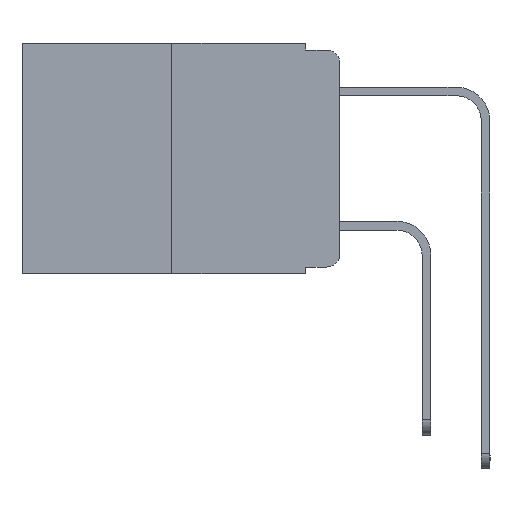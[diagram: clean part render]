
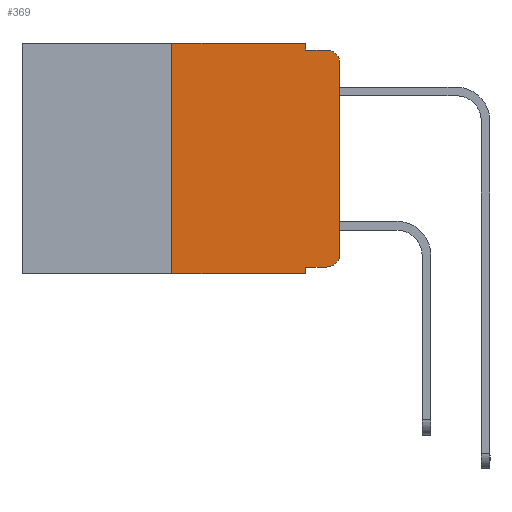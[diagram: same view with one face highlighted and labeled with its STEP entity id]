
A CAD part, left-side view. The second image highlights one B-rep face of the part: STEP entity #369.
In plain terms, the highlighted planar face has unit normal (-1, 0, 0).
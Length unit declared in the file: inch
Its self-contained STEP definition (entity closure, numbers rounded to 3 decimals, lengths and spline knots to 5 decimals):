
#188 = AXIS2_PLACEMENT_3D ( 'NONE', #12371, #5482, #8840 ) ;
#216 = EDGE_CURVE ( 'NONE', #3009, #13146, #12890, .T. ) ;
#339 = CARTESIAN_POINT ( 'NONE',  ( 0., 0.051, -0.01 ) ) ;
#369 = ADVANCED_FACE ( 'NONE', ( #1081 ), #9904, .F. ) ;
#378 = VECTOR ( 'NONE', #1078, 39.37008 ) ;
#388 = ORIENTED_EDGE ( 'NONE', *, *, #12084, .T. ) ;
#546 = CARTESIAN_POINT ( 'NONE',  ( 0., 0.051, 0. ) ) ;
#656 = AXIS2_PLACEMENT_3D ( 'NONE', #5609, #2359, #8833 ) ;
#733 = CARTESIAN_POINT ( 'NONE',  ( 0., 0.25, 0. ) ) ;
#963 = VECTOR ( 'NONE', #12520, 39.37008 ) ;
#1078 = DIRECTION ( 'NONE',  ( 0., 0., -1. ) ) ;
#1081 = FACE_OUTER_BOUND ( 'NONE', #9212, .T. ) ;
#1313 = ORIENTED_EDGE ( 'NONE', *, *, #9713, .F. ) ;
#1491 = VERTEX_POINT ( 'NONE', #339 ) ;
#2012 = CARTESIAN_POINT ( 'NONE',  ( 0., 0.051, 0. ) ) ;
#2014 = DIRECTION ( 'NONE',  ( 0., -1., 0. ) ) ;
#2359 = DIRECTION ( 'NONE',  ( 1., 0., 0. ) ) ;
#2471 = VECTOR ( 'NONE', #12193, 39.37008 ) ;
#2680 = VERTEX_POINT ( 'NONE', #12840 ) ;
#2732 = CARTESIAN_POINT ( 'NONE',  ( 0., 0.051, -0.333 ) ) ;
#2889 = LINE ( 'NONE', #733, #12505 ) ;
#2916 = DIRECTION ( 'NONE',  ( 0., 0., -1. ) ) ;
#2958 = CARTESIAN_POINT ( 'NONE',  ( 0., 0.473, 0. ) ) ;
#2967 = DIRECTION ( 'NONE',  ( 0., 0., 1. ) ) ;
#3008 = CARTESIAN_POINT ( 'NONE',  ( 0., 0., -0.313 ) ) ;
#3009 = VERTEX_POINT ( 'NONE', #6916 ) ;
#3157 = EDGE_CURVE ( 'NONE', #2680, #12753, #6823, .T. ) ;
#3314 = CIRCLE ( 'NONE', #188, 0.02 ) ;
#3379 = CARTESIAN_POINT ( 'NONE',  ( 0., 0.051, -0.343 ) ) ;
#4122 = ORIENTED_EDGE ( 'NONE', *, *, #6822, .F. ) ;
#4392 = LINE ( 'NONE', #2012, #378 ) ;
#4773 = VECTOR ( 'NONE', #2916, 39.37008 ) ;
#4845 = EDGE_CURVE ( 'NONE', #13116, #11630, #3314, .T. ) ;
#4866 = LINE ( 'NONE', #546, #4773 ) ;
#4952 = ORIENTED_EDGE ( 'NONE', *, *, #3157, .T. ) ;
#5394 = ORIENTED_EDGE ( 'NONE', *, *, #216, .F. ) ;
#5482 = DIRECTION ( 'NONE',  ( -1., 0., 0. ) ) ;
#5609 = CARTESIAN_POINT ( 'NONE',  ( 0., 0.473, 0. ) ) ;
#5693 = CARTESIAN_POINT ( 'NONE',  ( 0., 0.02, -0.333 ) ) ;
#5726 = CARTESIAN_POINT ( 'NONE',  ( 0., 0.051, 0. ) ) ;
#6015 = CIRCLE ( 'NONE', #9962, 0.02 ) ;
#6793 = VECTOR ( 'NONE', #7064, 39.37008 ) ;
#6822 = EDGE_CURVE ( 'NONE', #1491, #11630, #10386, .T. ) ;
#6823 = LINE ( 'NONE', #11252, #2471 ) ;
#6916 = CARTESIAN_POINT ( 'NONE',  ( 0., 0.25, 0. ) ) ;
#7064 = DIRECTION ( 'NONE',  ( 0., -1., 0. ) ) ;
#7924 = DIRECTION ( 'NONE',  ( 0., 0., -1. ) ) ;
#7993 = EDGE_CURVE ( 'NONE', #8757, #13803, #12863, .T. ) ;
#8078 = VECTOR ( 'NONE', #2014, 39.37008 ) ;
#8121 = LINE ( 'NONE', #10567, #963 ) ;
#8232 = CARTESIAN_POINT ( 'NONE',  ( 0., 0.051, -0.01 ) ) ;
#8757 = VERTEX_POINT ( 'NONE', #2732 ) ;
#8833 = DIRECTION ( 'NONE',  ( 0., 0., -1. ) ) ;
#8839 = EDGE_CURVE ( 'NONE', #13146, #1491, #4392, .T. ) ;
#8840 = DIRECTION ( 'NONE',  ( 0., 0., -1. ) ) ;
#9212 = EDGE_LOOP ( 'NONE', ( #388, #13680, #4122, #10372, #5394, #14039, #4952, #1313, #13406, #12209 ) ) ;
#9713 = EDGE_CURVE ( 'NONE', #8757, #12753, #4866, .T. ) ;
#9816 = DIRECTION ( 'NONE',  ( 0., -1., 0. ) ) ;
#9904 = PLANE ( 'NONE',  #656 ) ;
#9962 = AXIS2_PLACEMENT_3D ( 'NONE', #12639, #13505, #7924 ) ;
#10372 = ORIENTED_EDGE ( 'NONE', *, *, #8839, .F. ) ;
#10386 = LINE ( 'NONE', #8232, #6793 ) ;
#10567 = CARTESIAN_POINT ( 'NONE',  ( 0., 0., 0. ) ) ;
#11252 = CARTESIAN_POINT ( 'NONE',  ( 0., 0.473, -0.343 ) ) ;
#11630 = VERTEX_POINT ( 'NONE', #14307 ) ;
#11900 = VERTEX_POINT ( 'NONE', #3008 ) ;
#11989 = EDGE_CURVE ( 'NONE', #13803, #11900, #6015, .T. ) ;
#12084 = EDGE_CURVE ( 'NONE', #11900, #13116, #8121, .T. ) ;
#12193 = DIRECTION ( 'NONE',  ( 0., -1., 0. ) ) ;
#12209 = ORIENTED_EDGE ( 'NONE', *, *, #11989, .T. ) ;
#12333 = CARTESIAN_POINT ( 'NONE',  ( 0., 0., -0.03 ) ) ;
#12371 = CARTESIAN_POINT ( 'NONE',  ( 0., 0.02, -0.03 ) ) ;
#12372 = VECTOR ( 'NONE', #9816, 39.37008 ) ;
#12505 = VECTOR ( 'NONE', #2967, 39.37008 ) ;
#12520 = DIRECTION ( 'NONE',  ( 0., 0., 1. ) ) ;
#12639 = CARTESIAN_POINT ( 'NONE',  ( 0., 0.02, -0.313 ) ) ;
#12753 = VERTEX_POINT ( 'NONE', #3379 ) ;
#12840 = CARTESIAN_POINT ( 'NONE',  ( 0., 0.25, -0.343 ) ) ;
#12863 = LINE ( 'NONE', #13000, #12372 ) ;
#12890 = LINE ( 'NONE', #2958, #8078 ) ;
#13000 = CARTESIAN_POINT ( 'NONE',  ( 0., 0.051, -0.333 ) ) ;
#13116 = VERTEX_POINT ( 'NONE', #12333 ) ;
#13146 = VERTEX_POINT ( 'NONE', #5726 ) ;
#13406 = ORIENTED_EDGE ( 'NONE', *, *, #7993, .T. ) ;
#13495 = EDGE_CURVE ( 'NONE', #2680, #3009, #2889, .T. ) ;
#13505 = DIRECTION ( 'NONE',  ( -1., 0., 0. ) ) ;
#13680 = ORIENTED_EDGE ( 'NONE', *, *, #4845, .T. ) ;
#13803 = VERTEX_POINT ( 'NONE', #5693 ) ;
#14039 = ORIENTED_EDGE ( 'NONE', *, *, #13495, .F. ) ;
#14307 = CARTESIAN_POINT ( 'NONE',  ( 0., 0.02, -0.01 ) ) ;
